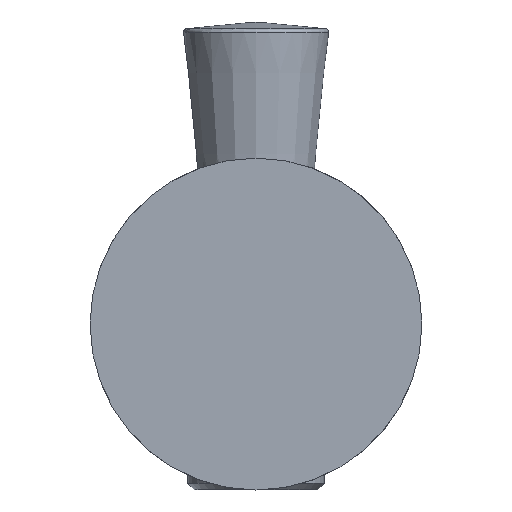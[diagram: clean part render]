
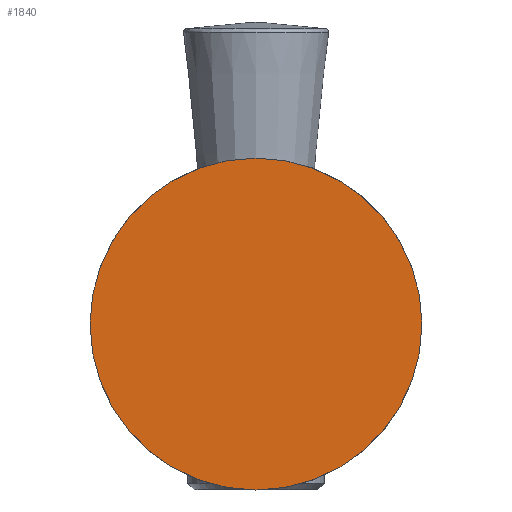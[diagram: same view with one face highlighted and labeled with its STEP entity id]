
A CAD part, left-side view. The second image highlights one B-rep face of the part: STEP entity #1840.
In plain terms, the highlighted face is planar.
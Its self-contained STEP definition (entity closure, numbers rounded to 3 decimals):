
#480=FACE_OUTER_BOUND('',#602,.T.);
#602=EDGE_LOOP('',(#1293));
#743=CIRCLE('',#2203,25.);
#854=VERTEX_POINT('',#3003);
#1019=EDGE_CURVE('',#854,#854,#743,.T.);
#1293=ORIENTED_EDGE('',*,*,#1019,.T.);
#1804=PLANE('',#2208);
#1840=ADVANCED_FACE('',(#480),#1804,.T.);
#2203=AXIS2_PLACEMENT_3D('',#3004,#2457,#2458);
#2208=AXIS2_PLACEMENT_3D('',#3012,#2468,#2469);
#2457=DIRECTION('center_axis',(0.,0.,
1.));
#2458=DIRECTION('ref_axis',(1.,0.,0.));
#2468=DIRECTION('center_axis',(0.,0.,
1.));
#2469=DIRECTION('ref_axis',(0.,1.,0.));
#3003=CARTESIAN_POINT('',(-25.,0.,10.));
#3004=CARTESIAN_POINT('Origin',(0.,0.,
10.));
#3012=CARTESIAN_POINT('Origin',(0.,0.,
10.));
